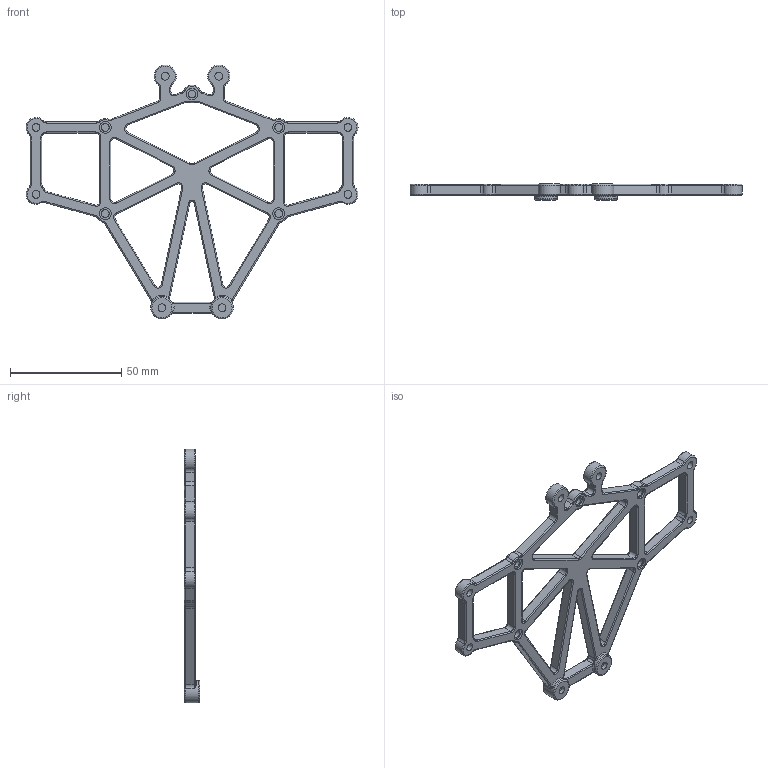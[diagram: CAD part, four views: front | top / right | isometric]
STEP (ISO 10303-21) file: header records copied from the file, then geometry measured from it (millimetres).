
FILE_DESCRIPTION(/* description */ (''),/* implementation_level */ '2;1');
FILE_NAME(/* name */ 'v5chassis.stp',/* time_stamp */ '2024-04-07T13:16:57-05:00',/* author */ ('Eric'),/* organization */ (''),/* preprocessor_version */ 'ST-DEVELOPER v20',/* originating_system */ 'Autodesk Inventor 2024',/* authorisation */ '');
FILE_SCHEMA (('AUTOMOTIVE_DESIGN { 1 0 10303 214 3 1 1 }'));
Length unit declared in the file: millimetre
Products named in the file (1): v5chassis
Bounding box: 149 x 7 x 113.9 mm (x, y, z)
Volume: 19160.7 mm3; surface area: 15535.2 mm2
Topology: 1 solids, 1 shells, 524 faces, 1216 edges, 716 vertices
Faces by surface type: cylinder 188, torus 170, plane 158, bspline 8
Full cylindrical faces by diameter (mm): 3.5 x13, 5.25 x5, 10 x2
Entity records: 15193 total; most frequent: DIRECTION 2860, CARTESIAN_POINT 2841, ORIENTED_EDGE 2416, EDGE_CURVE 1208, AXIS2_PLACEMENT_3D 1151, VERTEX_POINT 716, CIRCLE 634, EDGE_LOOP 570
